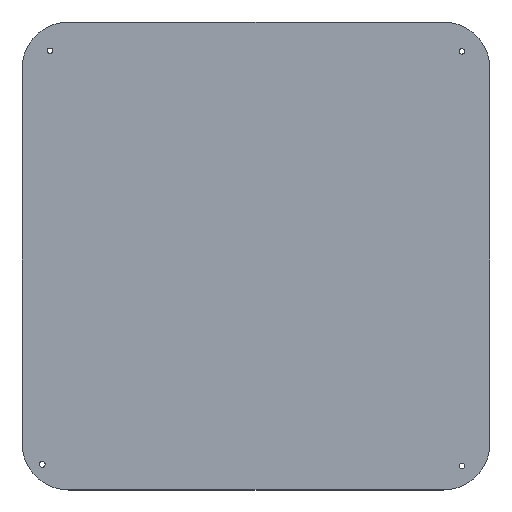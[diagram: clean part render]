
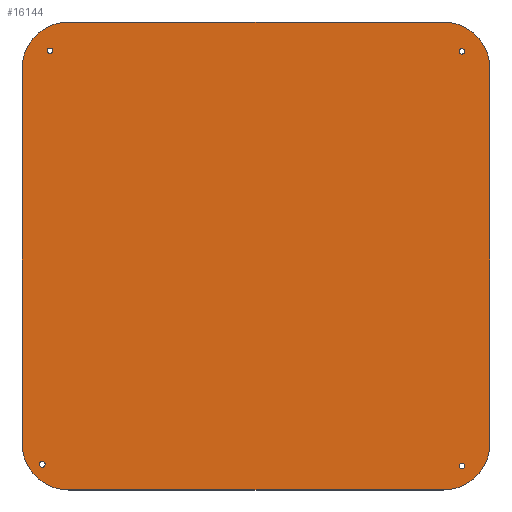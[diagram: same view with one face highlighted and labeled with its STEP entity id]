
A CAD part, top view. The second image highlights one B-rep face of the part: STEP entity #16144.
In plain terms, the highlighted planar face has unit normal (0, 0, 1).
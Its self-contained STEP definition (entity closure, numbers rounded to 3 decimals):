
#714 = AXIS2_PLACEMENT_3D ( 'NONE', #15495, #8651, #19705 ) ;
#892 = LINE ( 'NONE', #5247, #15055 ) ;
#1208 = CIRCLE ( 'NONE', #8584, 1.84 ) ;
#1345 = ORIENTED_EDGE ( 'NONE', *, *, #25192, .F. ) ;
#1760 = DIRECTION ( 'NONE',  ( 1., 0., 0. ) ) ;
#1801 = CIRCLE ( 'NONE', #18002, 1.75 ) ;
#1993 = CIRCLE ( 'NONE', #11722, 1.75 ) ;
#1995 = EDGE_CURVE ( 'NONE', #22136, #26860, #14817, .T. ) ;
#2282 = CARTESIAN_POINT ( 'NONE',  ( 133.75, -134.607, 3. ) ) ;
#2287 = CARTESIAN_POINT ( 'NONE',  ( -120., 150., 3. ) ) ;
#2417 = CARTESIAN_POINT ( 'NONE',  ( 120., -120., 3. ) ) ;
#2724 = CARTESIAN_POINT ( 'NONE',  ( -120., 150., 3. ) ) ;
#2799 = CARTESIAN_POINT ( 'NONE',  ( 132., 131.142, 3. ) ) ;
#2912 = AXIS2_PLACEMENT_3D ( 'NONE', #6981, #7666, #16659 ) ;
#3323 = CARTESIAN_POINT ( 'NONE',  ( 120., 150., 3. ) ) ;
#4178 = DIRECTION ( 'NONE',  ( -1., 0., 0. ) ) ;
#4440 = CIRCLE ( 'NONE', #18749, 1.75 ) ;
#4534 = ORIENTED_EDGE ( 'NONE', *, *, #28672, .F. ) ;
#5247 = CARTESIAN_POINT ( 'NONE',  ( -120., -150., 3. ) ) ;
#5341 = ORIENTED_EDGE ( 'NONE', *, *, #6044, .F. ) ;
#5369 = DIRECTION ( 'NONE',  ( 0., 0., 1. ) ) ;
#5599 = EDGE_CURVE ( 'NONE', #25348, #25128, #1208, .T. ) ;
#5730 = EDGE_LOOP ( 'NONE', ( #27769, #18329 ) ) ;
#6044 = EDGE_CURVE ( 'NONE', #22066, #17473, #6951, .T. ) ;
#6057 = CARTESIAN_POINT ( 'NONE',  ( 150., -120., 3. ) ) ;
#6626 = EDGE_CURVE ( 'NONE', #16911, #13649, #13700, .T. ) ;
#6814 = EDGE_LOOP ( 'NONE', ( #19145, #12817, #26478, #14100, #16298, #12688, #25767, #9519 ) ) ;
#6951 = CIRCLE ( 'NONE', #16252, 1.75 ) ;
#6976 = AXIS2_PLACEMENT_3D ( 'NONE', #20179, #18152, #27012 ) ;
#6981 = CARTESIAN_POINT ( 'NONE',  ( -137., -133.569, 3. ) ) ;
#7042 = CARTESIAN_POINT ( 'NONE',  ( -133.75, 131.568, 3. ) ) ;
#7245 = VERTEX_POINT ( 'NONE', #26384 ) ;
#7602 = VECTOR ( 'NONE', #27710, 1000. ) ;
#7666 = DIRECTION ( 'NONE',  ( 0., 0., 1. ) ) ;
#8179 = DIRECTION ( 'NONE',  ( 0., 0., 1. ) ) ;
#8584 = AXIS2_PLACEMENT_3D ( 'NONE', #8589, #15582, #26458 ) ;
#8589 = CARTESIAN_POINT ( 'NONE',  ( -137., -133.569, 3. ) ) ;
#8625 = AXIS2_PLACEMENT_3D ( 'NONE', #20462, #5369, #20604 ) ;
#8651 = DIRECTION ( 'NONE',  ( 0., 0., 1. ) ) ;
#9083 = ORIENTED_EDGE ( 'NONE', *, *, #9758, .F. ) ;
#9090 = CARTESIAN_POINT ( 'NONE',  ( 120., 120., 3. ) ) ;
#9239 = DIRECTION ( 'NONE',  ( 0., 0., 1. ) ) ;
#9372 = EDGE_CURVE ( 'NONE', #7245, #20454, #24058, .T. ) ;
#9519 = ORIENTED_EDGE ( 'NONE', *, *, #28350, .T. ) ;
#9550 = FACE_BOUND ( 'NONE', #16632, .T. ) ;
#9758 = EDGE_CURVE ( 'NONE', #18314, #14655, #1801, .T. ) ;
#10065 = DIRECTION ( 'NONE',  ( 1., 0., 0. ) ) ;
#10224 = DIRECTION ( 'NONE',  ( 0., 0., 1. ) ) ;
#10581 = CARTESIAN_POINT ( 'NONE',  ( 130.25, 131.142, 3. ) ) ;
#10913 = DIRECTION ( 'NONE',  ( 0., 0., 1. ) ) ;
#11173 = VERTEX_POINT ( 'NONE', #14380 ) ;
#11720 = EDGE_CURVE ( 'NONE', #26860, #24751, #26897, .T. ) ;
#11722 = AXIS2_PLACEMENT_3D ( 'NONE', #16641, #10224, #16378 ) ;
#11779 = FACE_BOUND ( 'NONE', #23018, .T. ) ;
#11897 = DIRECTION ( 'NONE',  ( -1., 0., 0. ) ) ;
#12154 = LINE ( 'NONE', #28070, #12975 ) ;
#12688 = ORIENTED_EDGE ( 'NONE', *, *, #18742, .T. ) ;
#12730 = DIRECTION ( 'NONE',  ( 1., 0., 0. ) ) ;
#12817 = ORIENTED_EDGE ( 'NONE', *, *, #28035, .T. ) ;
#12975 = VECTOR ( 'NONE', #25461, 1000. ) ;
#13649 = VERTEX_POINT ( 'NONE', #6057 ) ;
#13700 = CIRCLE ( 'NONE', #23402, 30. ) ;
#13867 = EDGE_CURVE ( 'NONE', #26767, #24739, #27024, .T. ) ;
#14100 = ORIENTED_EDGE ( 'NONE', *, *, #11720, .T. ) ;
#14115 = DIRECTION ( 'NONE',  ( 1., 0., 0. ) ) ;
#14380 = CARTESIAN_POINT ( 'NONE',  ( -150., 120., 3. ) ) ;
#14655 = VERTEX_POINT ( 'NONE', #10581 ) ;
#14793 = CARTESIAN_POINT ( 'NONE',  ( 150., -120., 3. ) ) ;
#14817 = CIRCLE ( 'NONE', #18515, 30. ) ;
#15051 = DIRECTION ( 'NONE',  ( 0., 0., 1. ) ) ;
#15055 = VECTOR ( 'NONE', #14115, 1000. ) ;
#15495 = CARTESIAN_POINT ( 'NONE',  ( 132., 131.142, 3. ) ) ;
#15582 = DIRECTION ( 'NONE',  ( 0., 0., 1. ) ) ;
#15876 = DIRECTION ( 'NONE',  ( -1., 0., 0. ) ) ;
#16108 = PLANE ( 'NONE',  #8625 ) ;
#16144 = ADVANCED_FACE ( 'NONE', ( #24809, #24943, #9550, #11779, #24663 ), #16108, .T. ) ;
#16229 = DIRECTION ( 'NONE',  ( 0., 0., 1. ) ) ;
#16252 = AXIS2_PLACEMENT_3D ( 'NONE', #21261, #21404, #19204 ) ;
#16298 = ORIENTED_EDGE ( 'NONE', *, *, #25576, .T. ) ;
#16363 = CARTESIAN_POINT ( 'NONE',  ( -132., 131.568, 3. ) ) ;
#16378 = DIRECTION ( 'NONE',  ( 1., 0., 0. ) ) ;
#16632 = EDGE_LOOP ( 'NONE', ( #9083, #4534 ) ) ;
#16641 = CARTESIAN_POINT ( 'NONE',  ( 132., -134.607, 3. ) ) ;
#16659 = DIRECTION ( 'NONE',  ( 1., 0., 0. ) ) ;
#16911 = VERTEX_POINT ( 'NONE', #28534 ) ;
#17473 = VERTEX_POINT ( 'NONE', #2282 ) ;
#17537 = CARTESIAN_POINT ( 'NONE',  ( -138.84, -133.569, 3. ) ) ;
#18002 = AXIS2_PLACEMENT_3D ( 'NONE', #2799, #16229, #25073 ) ;
#18152 = DIRECTION ( 'NONE',  ( 0., 0., 1. ) ) ;
#18314 = VERTEX_POINT ( 'NONE', #20559 ) ;
#18329 = ORIENTED_EDGE ( 'NONE', *, *, #19925, .F. ) ;
#18515 = AXIS2_PLACEMENT_3D ( 'NONE', #9090, #9239, #11897 ) ;
#18742 = EDGE_CURVE ( 'NONE', #11173, #7245, #12154, .T. ) ;
#18749 = AXIS2_PLACEMENT_3D ( 'NONE', #28086, #8179, #12730 ) ;
#19145 = ORIENTED_EDGE ( 'NONE', *, *, #6626, .T. ) ;
#19204 = DIRECTION ( 'NONE',  ( 1., 0., 0. ) ) ;
#19262 = LINE ( 'NONE', #14793, #7602 ) ;
#19287 = EDGE_LOOP ( 'NONE', ( #1345, #25507 ) ) ;
#19705 = DIRECTION ( 'NONE',  ( 1., 0., 0. ) ) ;
#19925 = EDGE_CURVE ( 'NONE', #25128, #25348, #25996, .T. ) ;
#20179 = CARTESIAN_POINT ( 'NONE',  ( -120., 120., 3. ) ) ;
#20454 = VERTEX_POINT ( 'NONE', #23146 ) ;
#20462 = CARTESIAN_POINT ( 'NONE',  ( 120., -120., 3. ) ) ;
#20559 = CARTESIAN_POINT ( 'NONE',  ( 133.75, 131.142, 3. ) ) ;
#20604 = DIRECTION ( 'NONE',  ( 1., 0., 0. ) ) ;
#20862 = ORIENTED_EDGE ( 'NONE', *, *, #26612, .F. ) ;
#21261 = CARTESIAN_POINT ( 'NONE',  ( 132., -134.607, 3. ) ) ;
#21404 = DIRECTION ( 'NONE',  ( 0., 0., 1. ) ) ;
#22066 = VERTEX_POINT ( 'NONE', #22134 ) ;
#22134 = CARTESIAN_POINT ( 'NONE',  ( 130.25, -134.607, 3. ) ) ;
#22136 = VERTEX_POINT ( 'NONE', #26952 ) ;
#22276 = CARTESIAN_POINT ( 'NONE',  ( -120., -120., 3. ) ) ;
#23018 = EDGE_LOOP ( 'NONE', ( #20862, #5341 ) ) ;
#23146 = CARTESIAN_POINT ( 'NONE',  ( -120., -150., 3. ) ) ;
#23235 = CARTESIAN_POINT ( 'NONE',  ( -135.16, -133.569, 3. ) ) ;
#23323 = CIRCLE ( 'NONE', #714, 1.75 ) ;
#23402 = AXIS2_PLACEMENT_3D ( 'NONE', #2417, #10913, #1760 ) ;
#24058 = CIRCLE ( 'NONE', #24519, 30. ) ;
#24519 = AXIS2_PLACEMENT_3D ( 'NONE', #22276, #15051, #4178 ) ;
#24663 = FACE_OUTER_BOUND ( 'NONE', #6814, .T. ) ;
#24739 = VERTEX_POINT ( 'NONE', #28497 ) ;
#24751 = VERTEX_POINT ( 'NONE', #2287 ) ;
#24809 = FACE_BOUND ( 'NONE', #5730, .T. ) ;
#24943 = FACE_BOUND ( 'NONE', #19287, .T. ) ;
#25073 = DIRECTION ( 'NONE',  ( 1., 0., 0. ) ) ;
#25075 = CIRCLE ( 'NONE', #6976, 30. ) ;
#25128 = VERTEX_POINT ( 'NONE', #17537 ) ;
#25192 = EDGE_CURVE ( 'NONE', #24739, #26767, #4440, .T. ) ;
#25348 = VERTEX_POINT ( 'NONE', #23235 ) ;
#25461 = DIRECTION ( 'NONE',  ( 0., -1., 0. ) ) ;
#25507 = ORIENTED_EDGE ( 'NONE', *, *, #13867, .F. ) ;
#25576 = EDGE_CURVE ( 'NONE', #24751, #11173, #25075, .T. ) ;
#25760 = DIRECTION ( 'NONE',  ( 0., 0., 1. ) ) ;
#25767 = ORIENTED_EDGE ( 'NONE', *, *, #9372, .T. ) ;
#25996 = CIRCLE ( 'NONE', #2912, 1.84 ) ;
#26384 = CARTESIAN_POINT ( 'NONE',  ( -150., -120., 3. ) ) ;
#26458 = DIRECTION ( 'NONE',  ( 1., 0., 0. ) ) ;
#26478 = ORIENTED_EDGE ( 'NONE', *, *, #1995, .T. ) ;
#26510 = AXIS2_PLACEMENT_3D ( 'NONE', #16363, #25760, #10065 ) ;
#26612 = EDGE_CURVE ( 'NONE', #17473, #22066, #1993, .T. ) ;
#26767 = VERTEX_POINT ( 'NONE', #7042 ) ;
#26860 = VERTEX_POINT ( 'NONE', #3323 ) ;
#26897 = LINE ( 'NONE', #2724, #27858 ) ;
#26952 = CARTESIAN_POINT ( 'NONE',  ( 150., 120., 3. ) ) ;
#27012 = DIRECTION ( 'NONE',  ( -1., 0., 0. ) ) ;
#27024 = CIRCLE ( 'NONE', #26510, 1.75 ) ;
#27710 = DIRECTION ( 'NONE',  ( 0., 1., 0. ) ) ;
#27769 = ORIENTED_EDGE ( 'NONE', *, *, #5599, .F. ) ;
#27858 = VECTOR ( 'NONE', #15876, 1000. ) ;
#28035 = EDGE_CURVE ( 'NONE', #13649, #22136, #19262, .T. ) ;
#28070 = CARTESIAN_POINT ( 'NONE',  ( -150., -120., 3. ) ) ;
#28086 = CARTESIAN_POINT ( 'NONE',  ( -132., 131.568, 3. ) ) ;
#28350 = EDGE_CURVE ( 'NONE', #20454, #16911, #892, .T. ) ;
#28497 = CARTESIAN_POINT ( 'NONE',  ( -130.25, 131.568, 3. ) ) ;
#28534 = CARTESIAN_POINT ( 'NONE',  ( 120., -150., 3. ) ) ;
#28672 = EDGE_CURVE ( 'NONE', #14655, #18314, #23323, .T. ) ;
